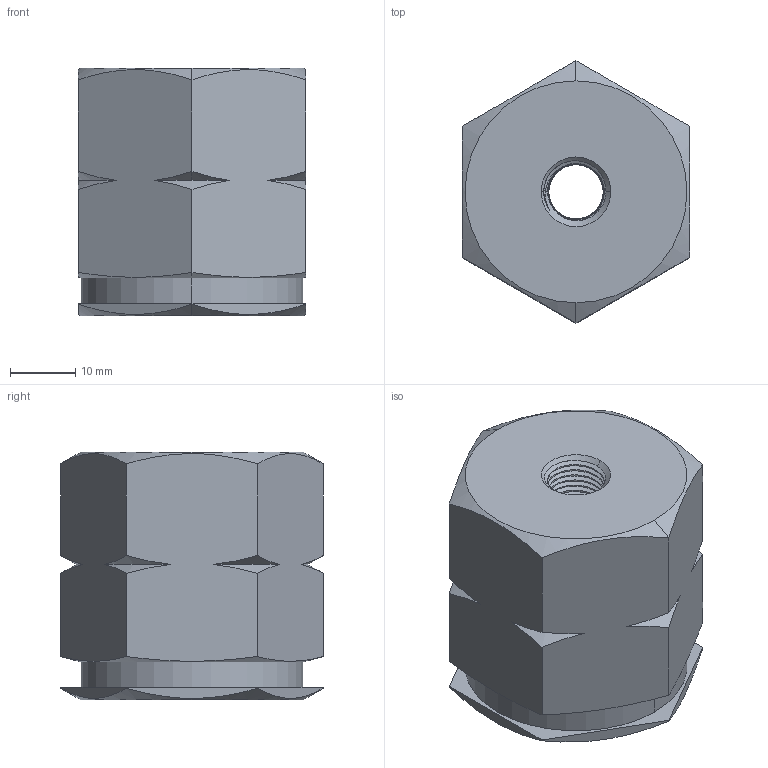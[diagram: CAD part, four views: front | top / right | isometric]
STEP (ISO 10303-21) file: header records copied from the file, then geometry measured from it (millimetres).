
FILE_DESCRIPTION (( 'STEP AP203' ), '1' );
FILE_NAME ('AD-BS4FSS-2FNPT.STEP', '2025-08-18T15:22:52', ( '' ), ( '' ), 'SwSTEP 2.0', 'SolidWorks 2018', '' );
FILE_SCHEMA (( 'CONFIG_CONTROL_DESIGN' ));
Length unit declared in the file: inch
Products named in the file (1): AD-BS4FSS-2FNPT
Bounding box: 34.92 x 40.33 x 38.1 mm (x, y, z)
Volume: 30376.1 mm3; surface area: 9483.7 mm2
Topology: 1 solids, 1 shells, 184 faces, 501 edges, 330 vertices
Faces by surface type: bspline 60, plane 53, cone 44, cylinder 27
Entity records: 17364 total; most frequent: CARTESIAN_POINT 13247, ORIENTED_EDGE 1002, DIRECTION 552, EDGE_CURVE 501, VERTEX_POINT 330, B_SPLINE_CURVE_WITH_KNOTS 240, VECTOR 220, LINE 220
